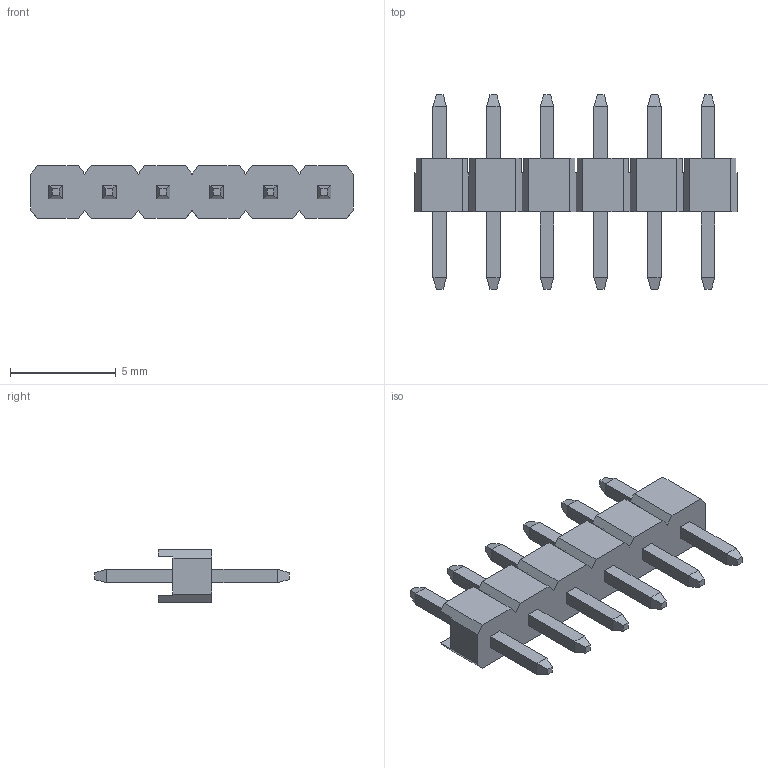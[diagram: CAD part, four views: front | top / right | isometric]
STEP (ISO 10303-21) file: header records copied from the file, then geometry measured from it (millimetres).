
FILE_DESCRIPTION(('STEP AP214'),'1');
FILE_NAME(' ',' ',('TraceParts'),('TraceParts S.A.'),'XStep 1.0',' ',' ');
FILE_SCHEMA(('automotive_design'));
Length unit declared in the file: millimetre
Products named in the file (1): 1
Bounding box: 15.24 x 9.2 x 2.5 mm (x, y, z)
Volume: 90.3 mm3; surface area: 293.4 mm2
Topology: 1 solids, 1 shells, 180 faces, 450 edges, 284 vertices
Faces by surface type: plane 180
Entity records: 10316 total; most frequent: CARTESIAN_POINT 915, STYLED_ITEM 914, PRESENTATION_STYLE_ASSIGNMENT 914, COLOUR_RGB 914, ORIENTED_EDGE 900, DIRECTION 812, EDGE_CURVE 450, CURVE_STYLE 450
